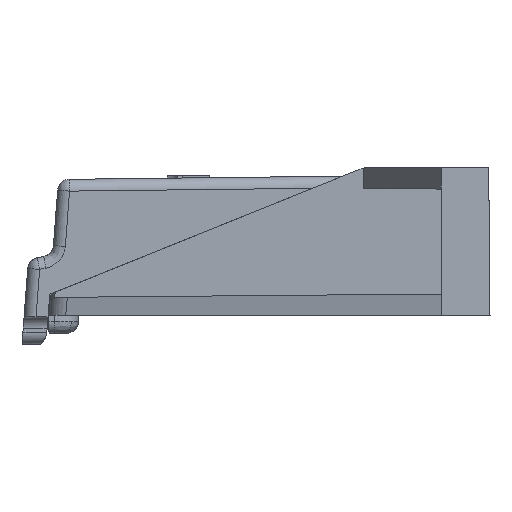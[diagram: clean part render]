
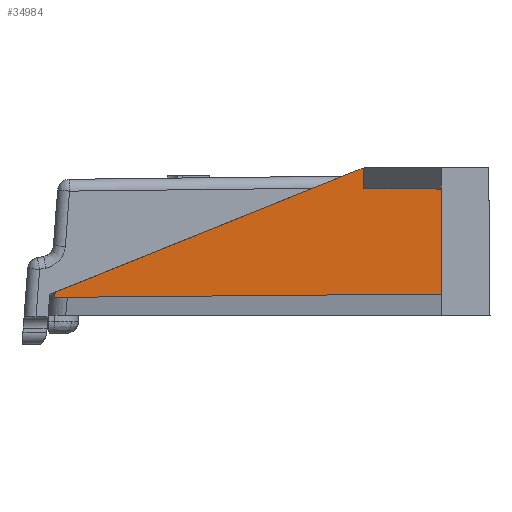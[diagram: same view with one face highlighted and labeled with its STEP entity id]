
A CAD part, left-side view. The second image highlights one B-rep face of the part: STEP entity #34984.
In plain terms, the highlighted planar face has unit normal (-1, 0.009, 0).
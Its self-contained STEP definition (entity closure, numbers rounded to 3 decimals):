
#222 = VECTOR ( 'NONE', #13336, 1000. ) ;
#608 = CARTESIAN_POINT ( 'NONE',  ( -44.843, 0.037, 10.657 ) ) ;
#1012 = CARTESIAN_POINT ( 'NONE',  ( -44.617, 25.944, 1.662 ) ) ;
#2690 = DIRECTION ( 'NONE',  ( -0.009, -1., 0.009 ) ) ;
#4667 = CARTESIAN_POINT ( 'NONE',  ( -44.84, 0.36, 12.255 ) ) ;
#5397 = FACE_OUTER_BOUND ( 'NONE', #39098, .T. ) ;
#5844 = DIRECTION ( 'NONE',  ( -0.009, -1., 0. ) ) ;
#7166 = VERTEX_POINT ( 'NONE', #41644 ) ;
#7674 = VERTEX_POINT ( 'NONE', #608 ) ;
#8324 =( BOUNDED_CURVE ( )  B_SPLINE_CURVE ( 3, ( #24652, #31678, #14557, #4667 ),
 .UNSPECIFIED., .F., .T. ) 
 B_SPLINE_CURVE_WITH_KNOTS ( ( 4, 4 ),
 ( 4.927, 5.096 ),
 .UNSPECIFIED. ) 
 CURVE ( )  GEOMETRIC_REPRESENTATION_ITEM ( )  RATIONAL_B_SPLINE_CURVE ( ( 1., 0.998, 0.998, 1. ) ) 
 REPRESENTATION_ITEM ( '' )  );
#8770 = CARTESIAN_POINT ( 'NONE',  ( -44.843, 0.037, 10.6 ) ) ;
#10820 = ORIENTED_EDGE ( 'NONE', *, *, #23290, .T. ) ;
#10884 = CARTESIAN_POINT ( 'NONE',  ( -44.617, 25.922, 1.952 ) ) ;
#11691 = LINE ( 'NONE', #42373, #18838 ) ;
#13134 = EDGE_CURVE ( 'NONE', #21405, #16039, #13327, .T. ) ;
#13327 = LINE ( 'NONE', #30003, #42500 ) ;
#13336 = DIRECTION ( 'NONE',  ( 0.008, 0.927, -0.374 ) ) ;
#13424 = ORIENTED_EDGE ( 'NONE', *, *, #33963, .T. ) ;
#13482 = ORIENTED_EDGE ( 'NONE', *, *, #39420, .T. ) ;
#13596 = VECTOR ( 'NONE', #24999, 1000. ) ;
#14404 = CARTESIAN_POINT ( 'NONE',  ( -44.617, 25.955, 1.517 ) ) ;
#14557 = CARTESIAN_POINT ( 'NONE',  ( -44.841, 0.255, 12.297 ) ) ;
#15506 = CARTESIAN_POINT ( 'NONE',  ( -44.9, -6.5, 0. ) ) ;
#15728 = DIRECTION ( 'NONE',  ( -1., 0.009, 0. ) ) ;
#15904 = CARTESIAN_POINT ( 'NONE',  ( -44.617, 25.922, 1.952 ) ) ;
#16039 = VERTEX_POINT ( 'NONE', #36250 ) ;
#16890 = VECTOR ( 'NONE', #2690, 1000. ) ;
#17731 =( BOUNDED_CURVE ( )  B_SPLINE_CURVE ( 3, ( #10884, #24283, #1012, #14404 ),
 .UNSPECIFIED., .F., .T. ) 
 B_SPLINE_CURVE_WITH_KNOTS ( ( 4, 4 ),
 ( 2.192, 2.196 ),
 .UNSPECIFIED. ) 
 CURVE ( )  GEOMETRIC_REPRESENTATION_ITEM ( )  RATIONAL_B_SPLINE_CURVE ( ( 1., 1., 1., 1. ) ) 
 REPRESENTATION_ITEM ( '' )  );
#17750 = EDGE_CURVE ( 'NONE', #21405, #7674, #11691, .T. ) ;
#18515 = VERTEX_POINT ( 'NONE', #39229 ) ;
#18789 = PLANE ( 'NONE',  #32367 ) ;
#18838 = VECTOR ( 'NONE', #39118, 1000. ) ;
#21405 = VERTEX_POINT ( 'NONE', #38890 ) ;
#22886 = LINE ( 'NONE', #26619, #16890 ) ;
#23203 = DIRECTION ( 'NONE',  ( 0., 0., -1. ) ) ;
#23211 = CARTESIAN_POINT ( 'NONE',  ( -44.806, 4.299, 10.667 ) ) ;
#23290 = EDGE_CURVE ( 'NONE', #42045, #41830, #39443, .T. ) ;
#23895 = ORIENTED_EDGE ( 'NONE', *, *, #17750, .T. ) ;
#24283 = CARTESIAN_POINT ( 'NONE',  ( -44.617, 25.933, 1.807 ) ) ;
#24652 = CARTESIAN_POINT ( 'NONE',  ( -44.843, 0.037, 12.354 ) ) ;
#24999 = DIRECTION ( 'NONE',  ( 0., 0., 1. ) ) ;
#25348 = EDGE_CURVE ( 'NONE', #41830, #7166, #17731, .T. ) ;
#26619 = CARTESIAN_POINT ( 'NONE',  ( -44.897, -6.108, 1.797 ) ) ;
#27272 = ORIENTED_EDGE ( 'NONE', *, *, #25348, .T. ) ;
#29590 = ORIENTED_EDGE ( 'NONE', *, *, #13134, .F. ) ;
#30003 = CARTESIAN_POINT ( 'NONE',  ( -44.9, -6.5, 0. ) ) ;
#31678 = CARTESIAN_POINT ( 'NONE',  ( -44.842, 0.147, 12.33 ) ) ;
#32367 = AXIS2_PLACEMENT_3D ( 'NONE', #15506, #15728, #5844 ) ;
#33963 = EDGE_CURVE ( 'NONE', #7166, #16039, #22886, .T. ) ;
#34984 = ADVANCED_FACE ( 'NONE', ( #5397 ), #18789, .T. ) ;
#36250 = CARTESIAN_POINT ( 'NONE',  ( -44.9, -6.5, 1.8 ) ) ;
#38890 = CARTESIAN_POINT ( 'NONE',  ( -44.9, -6.5, 10.6 ) ) ;
#39037 = CARTESIAN_POINT ( 'NONE',  ( -44.84, 0.36, 12.255 ) ) ;
#39098 = EDGE_LOOP ( 'NONE', ( #40104, #13482, #10820, #27272, #13424, #29590, #23895 ) ) ;
#39118 = DIRECTION ( 'NONE',  ( 0.009, 1., 0.009 ) ) ;
#39229 = CARTESIAN_POINT ( 'NONE',  ( -44.843, 0.037, 12.354 ) ) ;
#39420 = EDGE_CURVE ( 'NONE', #18515, #42045, #8324, .T. ) ;
#39443 = LINE ( 'NONE', #23211, #222 ) ;
#40013 = EDGE_CURVE ( 'NONE', #7674, #18515, #42076, .T. ) ;
#40104 = ORIENTED_EDGE ( 'NONE', *, *, #40013, .T. ) ;
#41644 = CARTESIAN_POINT ( 'NONE',  ( -44.617, 25.955, 1.517 ) ) ;
#41830 = VERTEX_POINT ( 'NONE', #15904 ) ;
#42045 = VERTEX_POINT ( 'NONE', #39037 ) ;
#42076 = LINE ( 'NONE', #8770, #13596 ) ;
#42373 = CARTESIAN_POINT ( 'NONE',  ( -44.897, -6.108, 10.603 ) ) ;
#42500 = VECTOR ( 'NONE', #23203, 1000. ) ;
